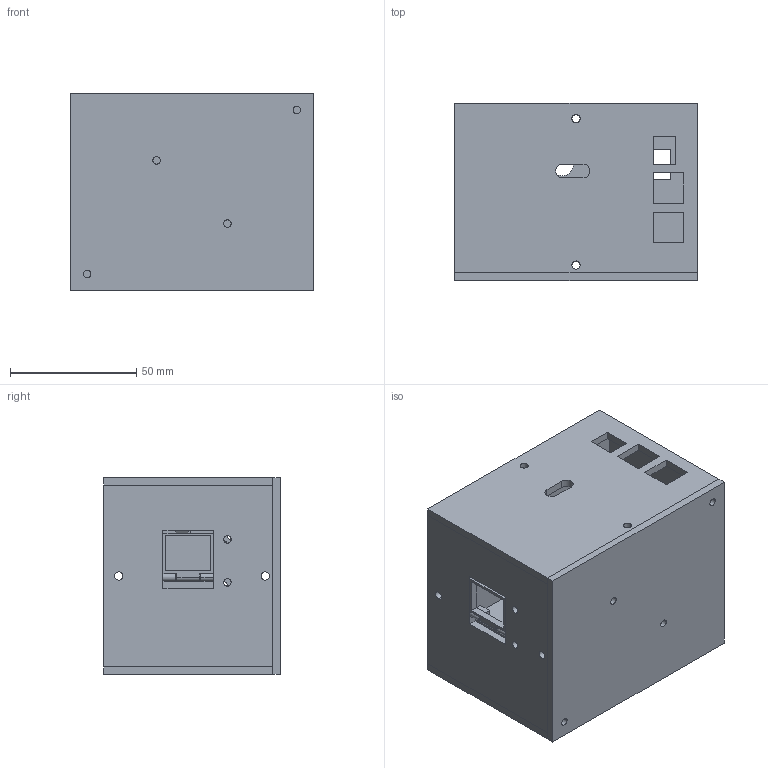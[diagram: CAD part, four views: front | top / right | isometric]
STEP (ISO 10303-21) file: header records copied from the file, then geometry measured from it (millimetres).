
FILE_DESCRIPTION (( 'STEP AP214' ), '1' );
FILE_NAME ('3D Model.STEP', '2023-07-14T23:37:53', ( '' ), ( '' ), 'SwSTEP 2.0', 'SolidWorks 2023', '' );
FILE_SCHEMA (( 'AUTOMOTIVE_DESIGN' ));
Length unit declared in the file: millimetre
Products named in the file (16): Latch; Enclosure_assembly; derecha; 3D Model; izquierda; atras; Door; Enclosure; caja; Needle; Back_holder; adelante; Marco; SD_assembly; tapa_abajo; Latch_holder
Assembly tree (16 placements, depth 4):
  3D Model
    caja
    tapa_abajo
    derecha
    atras
    adelante
    izquierda
    Marco  x2
    Enclosure_assembly
      Enclosure
      SD_assembly
        Latch_holder
        Latch
        Back_holder
        Needle
      Door
Bounding box: 96.01 x 70 x 78 mm (x, y, z)
Volume: 133132.8 mm3; surface area: 102121.3 mm2
Topology: 14 solids, 14 shells, 499 faces, 1344 edges, 892 vertices
Faces by surface type: plane 282, cylinder 207, bspline 8, cone 2
Entity records: 14680 total; most frequent: CARTESIAN_POINT 2516, DIRECTION 2451, ORIENTED_EDGE 2352, EDGE_CURVE 1176, AXIS2_PLACEMENT_3D 843, VERTEX_POINT 780, VECTOR 765, LINE 765
